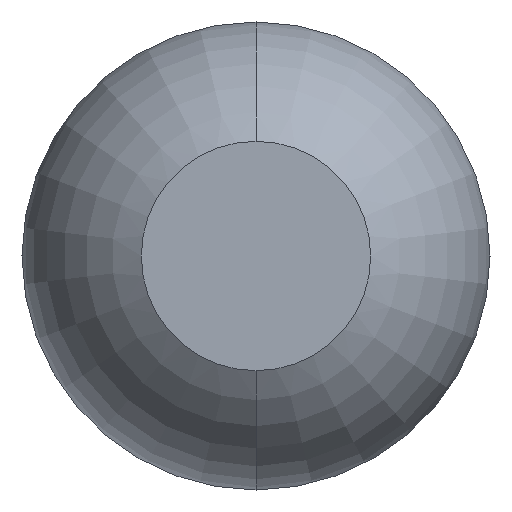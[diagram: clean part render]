
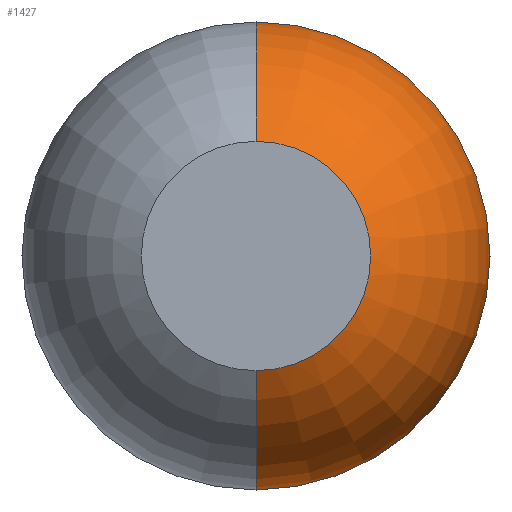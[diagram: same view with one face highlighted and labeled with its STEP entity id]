
A CAD part, front view. The second image highlights one B-rep face of the part: STEP entity #1427.
In plain terms, the highlighted toroidal (fillet/blend) face has major radius 0.01 mm and minor radius 0.5 mm.
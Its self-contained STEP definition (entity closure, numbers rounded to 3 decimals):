
#92 = CARTESIAN_POINT ( 'NONE',  ( 0., -25.4, 0.25 ) ) ;
#128 = AXIS2_PLACEMENT_3D ( 'NONE', #751, #3595, #3924 ) ;
#410 = VERTEX_POINT ( 'NONE', #92 ) ;
#719 = AXIS2_PLACEMENT_3D ( 'NONE', #1142, #3701, #1794 ) ;
#721 = EDGE_LOOP ( 'NONE', ( #3233, #3276, #3759, #3884 ) ) ;
#751 = CARTESIAN_POINT ( 'NONE',  ( 0., -25.4, 0. ) ) ;
#846 = AXIS2_PLACEMENT_3D ( 'NONE', #3088, #1505, #4081 ) ;
#1006 = CIRCLE ( 'NONE', #128, 0.25 ) ;
#1126 = DIRECTION ( 'NONE',  ( 0., 0., -1. ) ) ;
#1142 = CARTESIAN_POINT ( 'NONE',  ( 0., -24.961, 0. ) ) ;
#1250 = EDGE_CURVE ( 'Defeature ausgef�hrt1_0+Defeature ausgef�hrt1_6+Defeature ausgef�hrt1_6+Defeature ausgef�hrt1_6', #1844, #3599, #1927, .T. ) ;
#1310 = CARTESIAN_POINT ( 'NONE',  ( 0., -24.961, 0.51 ) ) ;
#1318 = CIRCLE ( 'NONE', #846, 0.5 ) ;
#1427 = ADVANCED_FACE ( 'Defeature ausgef�hrt1_0', ( #2023 ), #3827, .T. ) ;
#1505 = DIRECTION ( 'NONE',  ( -1., 0., 0. ) ) ;
#1735 = DIRECTION ( 'NONE',  ( 1., 0., 0. ) ) ;
#1794 = DIRECTION ( 'NONE',  ( 0., 0., -1. ) ) ;
#1844 = VERTEX_POINT ( 'NONE', #2199 ) ;
#1921 = AXIS2_PLACEMENT_3D ( 'NONE', #3397, #1735, #1126 ) ;
#1927 = CIRCLE ( 'NONE', #719, 0.51 ) ;
#2023 = FACE_OUTER_BOUND ( 'NONE', #721, .T. ) ;
#2100 = EDGE_CURVE ( 'NONE', #1844, #2271, #1318, .T. ) ;
#2199 = CARTESIAN_POINT ( 'NONE',  ( 0., -24.961, -0.51 ) ) ;
#2271 = VERTEX_POINT ( 'NONE', #4089 ) ;
#2418 = EDGE_CURVE ( 'Defeature ausgef�hrt1_0+Defeature ausgef�hrt1_13+Defeature ausgef�hrt1_13+Defeature ausgef�hrt1_13', #410, #2271, #1006, .T. ) ;
#2470 = EDGE_CURVE ( 'NONE', #3599, #410, #3360, .T. ) ;
#2841 = CARTESIAN_POINT ( 'NONE',  ( 0., -24.961, 0. ) ) ;
#3088 = CARTESIAN_POINT ( 'NONE',  ( 0., -24.961, -0.01 ) ) ;
#3144 = DIRECTION ( 'NONE',  ( 0., 0., -1. ) ) ;
#3233 = ORIENTED_EDGE ( 'NONE', *, *, #1250, .T. ) ;
#3276 = ORIENTED_EDGE ( 'NONE', *, *, #2470, .T. ) ;
#3360 = CIRCLE ( 'NONE', #1921, 0.5 ) ;
#3397 = CARTESIAN_POINT ( 'NONE',  ( 0., -24.961, 0.01 ) ) ;
#3595 = DIRECTION ( 'NONE',  ( 0., 1., 0. ) ) ;
#3599 = VERTEX_POINT ( 'NONE', #1310 ) ;
#3701 = DIRECTION ( 'NONE',  ( 0., -1., 0. ) ) ;
#3759 = ORIENTED_EDGE ( 'NONE', *, *, #2418, .T. ) ;
#3803 = DIRECTION ( 'NONE',  ( 0., -1., 0. ) ) ;
#3827 = TOROIDAL_SURFACE ( 'NONE', #3998, 0.01, 0.5 ) ;
#3884 = ORIENTED_EDGE ( 'NONE', *, *, #2100, .F. ) ;
#3924 = DIRECTION ( 'NONE',  ( 0., 0., 1. ) ) ;
#3998 = AXIS2_PLACEMENT_3D ( 'NONE', #2841, #3803, #3144 ) ;
#4081 = DIRECTION ( 'NONE',  ( 0., 0., 1. ) ) ;
#4089 = CARTESIAN_POINT ( 'NONE',  ( 0., -25.4, -0.25 ) ) ;
